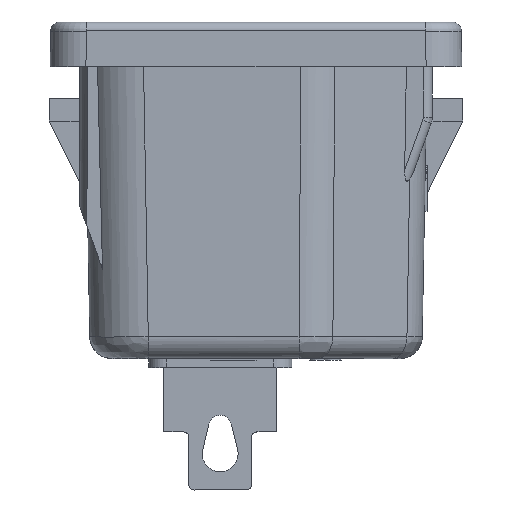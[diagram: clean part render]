
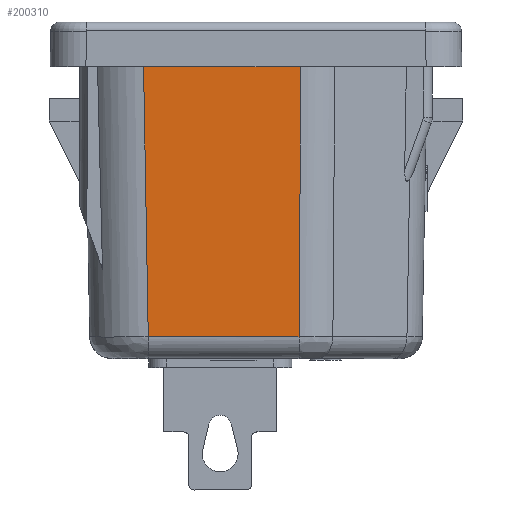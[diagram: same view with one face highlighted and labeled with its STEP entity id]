
A CAD part, left-side view. The second image highlights one B-rep face of the part: STEP entity #200310.
In plain terms, the highlighted face is planar.
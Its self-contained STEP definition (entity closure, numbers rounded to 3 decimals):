
#199840=CARTESIAN_POINT('',(0.111,11.709,0.));
#199850=DIRECTION('',(-1.,-0.017,-0.));
#199860=DIRECTION('',(-0.017,1.,0.));
#199870=AXIS2_PLACEMENT_3D('',#199840,#199850,#199860);
#199880=PLANE('',#199870);
#199890=CARTESIAN_POINT('',(-0.156,26.978,0.));
#199900=DIRECTION('',(0.,0.,1.));
#199910=VECTOR('',#199900,1.);
#199920=LINE('',#199890,#199910);
#199930=CARTESIAN_POINT('',(-0.156,26.978,
-6.281));
#199940=VERTEX_POINT('',#199930);
#199950=CARTESIAN_POINT('',(-0.156,26.978,0.6));
#199960=VERTEX_POINT('',#199950);
#199970=EDGE_CURVE('',#199940,#199960,#199920,.T.);
#199980=ORIENTED_EDGE('',*,*,#199970,.F.);
#199990=CARTESIAN_POINT('',(-0.156,26.978,0.));
#200000=DIRECTION('',(0.,0.,1.));
#200010=VECTOR('',#200000,1.);
#200020=LINE('',#199990,#200010);
#200030=CARTESIAN_POINT('',(-0.156,26.978,2.507
));
#200040=VERTEX_POINT('',#200030);
#200050=EDGE_CURVE('',#199960,#200040,#200020,.T.);
#200060=ORIENTED_EDGE('',*,*,#200050,.F.);
#200070=CARTESIAN_POINT('',(0.316,-0.048,
2.319));
#200080=DIRECTION('',(-0.017,1.,
0.007));
#200090=VECTOR('',#200080,1.);
#200100=LINE('',#200070,#200090);
#200110=CARTESIAN_POINT('',(0.107,11.907,
2.402));
#200120=VERTEX_POINT('',#200110);
#200130=EDGE_CURVE('',#200120,#200040,#200100,.T.);
#200140=ORIENTED_EDGE('',*,*,#200130,.T.);
#200150=CARTESIAN_POINT('',(0.107,11.907,0.));
#200160=DIRECTION('',(0.,0.,1.));
#200170=VECTOR('',#200160,1.);
#200180=LINE('',#200150,#200170);
#200190=CARTESIAN_POINT('',(0.107,11.907,
-6.018));
#200200=VERTEX_POINT('',#200190);
#200210=EDGE_CURVE('',#200200,#200120,#200180,.T.);
#200220=ORIENTED_EDGE('',*,*,#200210,.T.);
#200230=CARTESIAN_POINT('',(0.316,-0.057,
-5.809));
#200240=DIRECTION('',(0.017,-1.,
0.017));
#200250=VECTOR('',#200240,1.);
#200260=LINE('',#200230,#200250);
#200270=EDGE_CURVE('',#199940,#200200,#200260,.T.);
#200280=ORIENTED_EDGE('',*,*,#200270,.T.);
#200290=EDGE_LOOP('',(#200280,#200220,#200140,#200060,#199980));
#200300=FACE_OUTER_BOUND('',#200290,.T.);
#200310=ADVANCED_FACE('',(#200300),#199880,.T.);
